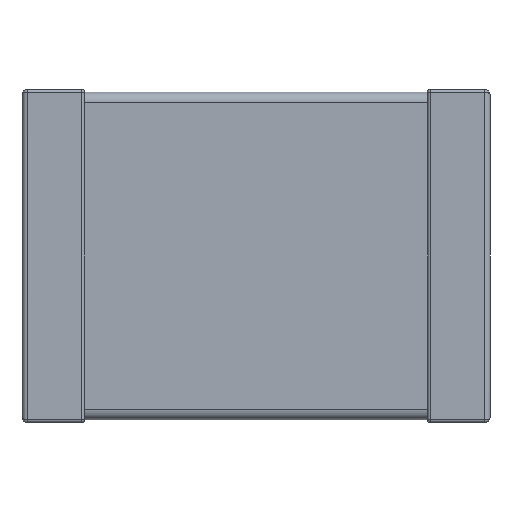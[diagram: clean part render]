
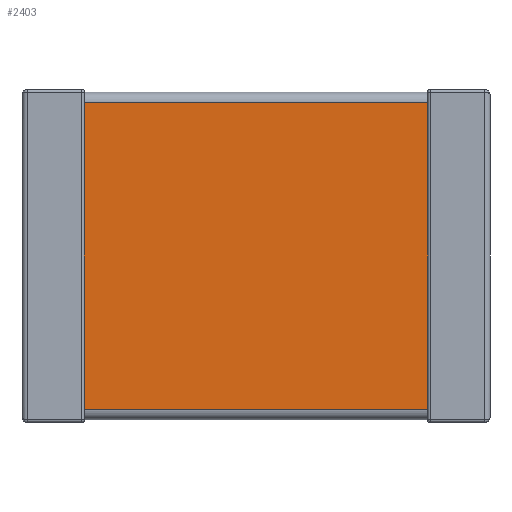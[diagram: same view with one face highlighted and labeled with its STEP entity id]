
A CAD part, front view. The second image highlights one B-rep face of the part: STEP entity #2403.
In plain terms, the highlighted planar face has unit normal (0, -1, 0).
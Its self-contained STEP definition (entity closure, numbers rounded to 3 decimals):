
#50 = DIRECTION ( 'NONE',  ( -1., 0., 0. ) ) ;
#142 = FACE_OUTER_BOUND ( 'NONE', #273, .T. ) ;
#190 = DIRECTION ( 'NONE',  ( 0., 1., 0. ) ) ;
#273 = EDGE_LOOP ( 'NONE', ( #1539, #1466, #401, #1545 ) ) ;
#322 = VERTEX_POINT ( 'NONE', #340 ) ;
#334 = DIRECTION ( 'NONE',  ( 0., 0., -1. ) ) ;
#340 = CARTESIAN_POINT ( 'NONE',  ( 1.65, 0.025, 1.475 ) ) ;
#401 = ORIENTED_EDGE ( 'NONE', *, *, #2263, .F. ) ;
#497 = VECTOR ( 'NONE', #2356, 1000. ) ;
#660 = VECTOR ( 'NONE', #334, 1000. ) ;
#1080 = CARTESIAN_POINT ( 'NONE',  ( -1.65, 0.025, 1.475 ) ) ;
#1119 = EDGE_CURVE ( 'NONE', #322, #1918, #2351, .T. ) ;
#1123 = CARTESIAN_POINT ( 'NONE',  ( 1.65, 0.025, -1.475 ) ) ;
#1173 = AXIS2_PLACEMENT_3D ( 'NONE', #1402, #190, #2005 ) ;
#1216 = LINE ( 'NONE', #1370, #2389 ) ;
#1329 = EDGE_CURVE ( 'NONE', #1918, #1921, #1216, .T. ) ;
#1337 = CARTESIAN_POINT ( 'NONE',  ( 1.65, 0.025, -1.575 ) ) ;
#1370 = CARTESIAN_POINT ( 'NONE',  ( -1.65, 0.025, -1.575 ) ) ;
#1402 = CARTESIAN_POINT ( 'NONE',  ( 1.65, 0.025, -1.575 ) ) ;
#1466 = ORIENTED_EDGE ( 'NONE', *, *, #2202, .T. ) ;
#1526 = VECTOR ( 'NONE', #50, 1000. ) ;
#1539 = ORIENTED_EDGE ( 'NONE', *, *, #1329, .T. ) ;
#1545 = ORIENTED_EDGE ( 'NONE', *, *, #1119, .T. ) ;
#1785 = DIRECTION ( 'NONE',  ( 0., 0., -1. ) ) ;
#1898 = CARTESIAN_POINT ( 'NONE',  ( 1.65, 0.025, 1.475 ) ) ;
#1903 = CARTESIAN_POINT ( 'NONE',  ( -1.65, 0.025, -1.475 ) ) ;
#1918 = VERTEX_POINT ( 'NONE', #1080 ) ;
#1921 = VERTEX_POINT ( 'NONE', #1903 ) ;
#2005 = DIRECTION ( 'NONE',  ( 0., 0., 1. ) ) ;
#2202 = EDGE_CURVE ( 'NONE', #1921, #2573, #2399, .T. ) ;
#2234 = PLANE ( 'NONE',  #1173 ) ;
#2263 = EDGE_CURVE ( 'NONE', #322, #2573, #2600, .T. ) ;
#2351 = LINE ( 'NONE', #1898, #1526 ) ;
#2356 = DIRECTION ( 'NONE',  ( 1., 0., 0. ) ) ;
#2389 = VECTOR ( 'NONE', #1785, 1000. ) ;
#2399 = LINE ( 'NONE', #1123, #497 ) ;
#2403 = ADVANCED_FACE ( 'NONE', ( #142 ), #2234, .F. ) ;
#2466 = CARTESIAN_POINT ( 'NONE',  ( 1.65, 0.025, -1.475 ) ) ;
#2573 = VERTEX_POINT ( 'NONE', #2466 ) ;
#2600 = LINE ( 'NONE', #1337, #660 ) ;
